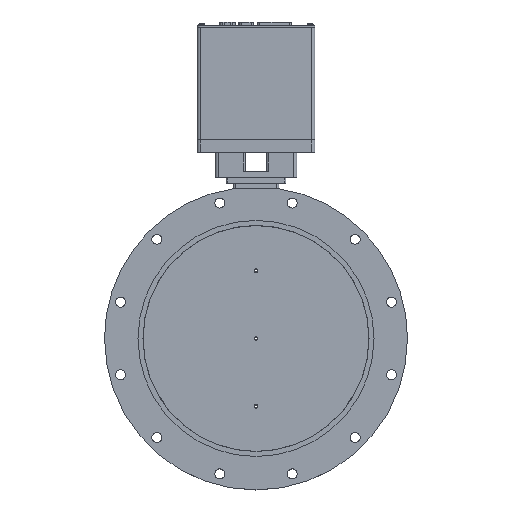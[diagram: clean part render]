
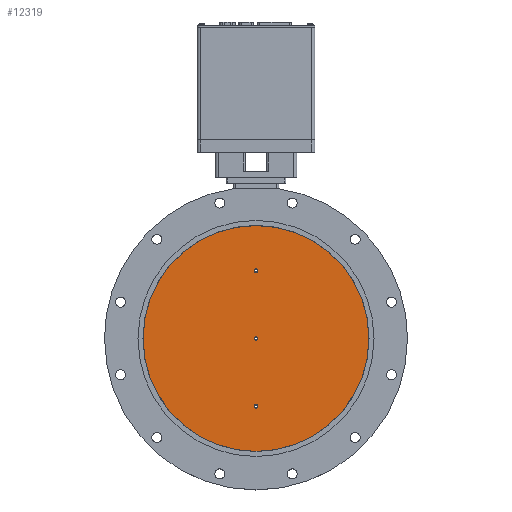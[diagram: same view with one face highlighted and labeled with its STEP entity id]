
A CAD part, top view. The second image highlights one B-rep face of the part: STEP entity #12319.
In plain terms, the highlighted planar face has unit normal (0, 0, 1).
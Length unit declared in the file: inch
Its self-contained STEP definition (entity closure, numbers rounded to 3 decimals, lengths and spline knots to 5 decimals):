
#436 = CARTESIAN_POINT ( 'NONE',  ( 0., 2.95276, 0.07874 ) ) ;
#573 = CIRCLE ( 'NONE', #29646, 4.91472 ) ;
#896 = DIRECTION ( 'NONE',  ( 0., 0., -1. ) ) ;
#1310 = ORIENTED_EDGE ( 'NONE', *, *, #3727, .T. ) ;
#1673 = CARTESIAN_POINT ( 'NONE',  ( 5.11811, -4.91535, 0.07874 ) ) ;
#1839 = ORIENTED_EDGE ( 'NONE', *, *, #25100, .T. ) ;
#3005 = VERTEX_POINT ( 'NONE', #25973 ) ;
#3727 = EDGE_CURVE ( 'NONE', #12243, #31096, #11122, .T. ) ;
#3937 = EDGE_CURVE ( 'NONE', #25160, #21030, #4314, .T. ) ;
#4277 = CARTESIAN_POINT ( 'NONE',  ( -4.91472, 0., 0.07874 ) ) ;
#4314 = CIRCLE ( 'NONE', #19112, 4.91472 ) ;
#4883 = VERTEX_POINT ( 'NONE', #29898 ) ;
#6720 = EDGE_CURVE ( 'NONE', #4883, #7429, #30551, .T. ) ;
#7429 = VERTEX_POINT ( 'NONE', #25017 ) ;
#7843 = FACE_BOUND ( 'NONE', #12516, .T. ) ;
#7897 = DIRECTION ( 'NONE',  ( -1., 0., 0. ) ) ;
#7979 = CIRCLE ( 'NONE', #10832, 0.08268 ) ;
#8061 = AXIS2_PLACEMENT_3D ( 'NONE', #436, #16329, #13641 ) ;
#8245 = DIRECTION ( 'NONE',  ( 0., 0., -1. ) ) ;
#10632 = CARTESIAN_POINT ( 'NONE',  ( 0., 0., 0.07874 ) ) ;
#10832 = AXIS2_PLACEMENT_3D ( 'NONE', #20364, #14997, #12311 ) ;
#11122 = CIRCLE ( 'NONE', #16837, 0.08268 ) ;
#11232 = DIRECTION ( 'NONE',  ( 0., 0., -1. ) ) ;
#11596 = DIRECTION ( 'NONE',  ( -1., 0., 0. ) ) ;
#11959 = CIRCLE ( 'NONE', #33074, 0.08268 ) ;
#12076 = EDGE_CURVE ( 'NONE', #3005, #13000, #25218, .T. ) ;
#12144 = CARTESIAN_POINT ( 'NONE',  ( 0., 0., 0.07874 ) ) ;
#12243 = VERTEX_POINT ( 'NONE', #25623 ) ;
#12249 = CARTESIAN_POINT ( 'NONE',  ( 0., 0., 0.07874 ) ) ;
#12311 = DIRECTION ( 'NONE',  ( -1., 0., 0. ) ) ;
#12319 = ADVANCED_FACE ( 'NONE', ( #7843, #29634, #18109, #28991 ), #19116, .F. ) ;
#12516 = EDGE_LOOP ( 'NONE', ( #1839, #1310 ) ) ;
#12663 = AXIS2_PLACEMENT_3D ( 'NONE', #1673, #21793, #26977 ) ;
#13000 = VERTEX_POINT ( 'NONE', #14966 ) ;
#13641 = DIRECTION ( 'NONE',  ( -1., 0., 0. ) ) ;
#14298 = AXIS2_PLACEMENT_3D ( 'NONE', #19636, #11232, #11596 ) ;
#14966 = CARTESIAN_POINT ( 'NONE',  ( 0.08268, 2.95276, 0.07874 ) ) ;
#14997 = DIRECTION ( 'NONE',  ( 0., 0., -1. ) ) ;
#15139 = EDGE_CURVE ( 'NONE', #13000, #3005, #11959, .T. ) ;
#16133 = DIRECTION ( 'NONE',  ( 0., 0., -1. ) ) ;
#16329 = DIRECTION ( 'NONE',  ( 0., 0., -1. ) ) ;
#16724 = DIRECTION ( 'NONE',  ( -1., 0., 0. ) ) ;
#16837 = AXIS2_PLACEMENT_3D ( 'NONE', #10632, #24577, #16724 ) ;
#17156 = CIRCLE ( 'NONE', #14298, 0.08268 ) ;
#17802 = DIRECTION ( 'NONE',  ( 0., 0., -1. ) ) ;
#17992 = ORIENTED_EDGE ( 'NONE', *, *, #28120, .T. ) ;
#18109 = FACE_BOUND ( 'NONE', #30404, .T. ) ;
#18201 = ORIENTED_EDGE ( 'NONE', *, *, #3937, .F. ) ;
#18457 = EDGE_LOOP ( 'NONE', ( #34803, #25508 ) ) ;
#19112 = AXIS2_PLACEMENT_3D ( 'NONE', #12249, #17802, #20659 ) ;
#19116 = PLANE ( 'NONE',  #12663 ) ;
#19429 = CARTESIAN_POINT ( 'NONE',  ( -0.08268, 0., 0.07874 ) ) ;
#19636 = CARTESIAN_POINT ( 'NONE',  ( 0., 0., 0.07874 ) ) ;
#20364 = CARTESIAN_POINT ( 'NONE',  ( 0., -2.95276, 0.07874 ) ) ;
#20659 = DIRECTION ( 'NONE',  ( -1., 0., 0. ) ) ;
#21030 = VERTEX_POINT ( 'NONE', #30450 ) ;
#21793 = DIRECTION ( 'NONE',  ( 0., 0., -1. ) ) ;
#21831 = CARTESIAN_POINT ( 'NONE',  ( 0., -2.95276, 0.07874 ) ) ;
#22676 = DIRECTION ( 'NONE',  ( -1., 0., 0. ) ) ;
#23984 = CARTESIAN_POINT ( 'NONE',  ( 0., 2.95276, 0.07874 ) ) ;
#24577 = DIRECTION ( 'NONE',  ( 0., 0., -1. ) ) ;
#25017 = CARTESIAN_POINT ( 'NONE',  ( 0.08268, -2.95276, 0.07874 ) ) ;
#25100 = EDGE_CURVE ( 'NONE', #31096, #12243, #17156, .T. ) ;
#25160 = VERTEX_POINT ( 'NONE', #4277 ) ;
#25218 = CIRCLE ( 'NONE', #8061, 0.08268 ) ;
#25508 = ORIENTED_EDGE ( 'NONE', *, *, #15139, .T. ) ;
#25623 = CARTESIAN_POINT ( 'NONE',  ( 0.08268, 0., 0.07874 ) ) ;
#25973 = CARTESIAN_POINT ( 'NONE',  ( -0.08268, 2.95276, 0.07874 ) ) ;
#26977 = DIRECTION ( 'NONE',  ( -1., 0., 0. ) ) ;
#27124 = ORIENTED_EDGE ( 'NONE', *, *, #6720, .T. ) ;
#28120 = EDGE_CURVE ( 'NONE', #7429, #4883, #7979, .T. ) ;
#28991 = FACE_OUTER_BOUND ( 'NONE', #30535, .T. ) ;
#29161 = EDGE_CURVE ( 'NONE', #21030, #25160, #573, .T. ) ;
#29634 = FACE_BOUND ( 'NONE', #18457, .T. ) ;
#29646 = AXIS2_PLACEMENT_3D ( 'NONE', #12144, #896, #22676 ) ;
#29898 = CARTESIAN_POINT ( 'NONE',  ( -0.08268, -2.95276, 0.07874 ) ) ;
#30404 = EDGE_LOOP ( 'NONE', ( #27124, #17992 ) ) ;
#30411 = ORIENTED_EDGE ( 'NONE', *, *, #29161, .F. ) ;
#30450 = CARTESIAN_POINT ( 'NONE',  ( 4.91472, 0., 0.07874 ) ) ;
#30535 = EDGE_LOOP ( 'NONE', ( #18201, #30411 ) ) ;
#30551 = CIRCLE ( 'NONE', #34575, 0.08268 ) ;
#31096 = VERTEX_POINT ( 'NONE', #19429 ) ;
#32540 = DIRECTION ( 'NONE',  ( -1., 0., 0. ) ) ;
#33074 = AXIS2_PLACEMENT_3D ( 'NONE', #23984, #16133, #7897 ) ;
#34575 = AXIS2_PLACEMENT_3D ( 'NONE', #21831, #8245, #32540 ) ;
#34803 = ORIENTED_EDGE ( 'NONE', *, *, #12076, .T. ) ;
